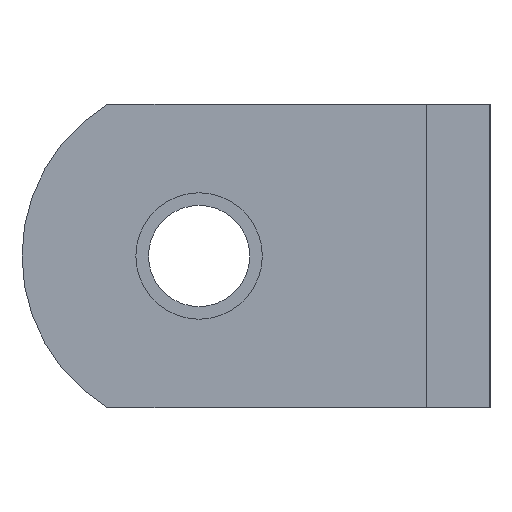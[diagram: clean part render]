
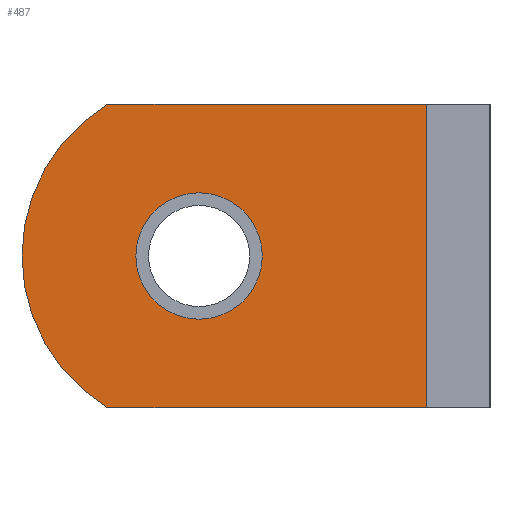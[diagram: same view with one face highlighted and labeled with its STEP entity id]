
A CAD part, left-side view. The second image highlights one B-rep face of the part: STEP entity #487.
In plain terms, the highlighted planar face has unit normal (-1, 0, 0).
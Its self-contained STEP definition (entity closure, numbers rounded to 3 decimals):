
#28=FACE_BOUND('',#95,.T.);
#39=PLANE('',#542);
#64=FACE_OUTER_BOUND('',#94,.T.);
#94=EDGE_LOOP('',(#416,#417,#418,#419));
#95=EDGE_LOOP('',(#420));
#109=LINE('',#698,#158);
#136=LINE('',#784,#185);
#146=LINE('',#803,#195);
#158=VECTOR('',#562,10.);
#185=VECTOR('',#643,10.);
#195=VECTOR('',#661,10.);
#215=CIRCLE('',#525,7.);
#221=CIRCLE('',#534,2.5);
#226=VERTEX_POINT('',#696);
#227=VERTEX_POINT('',#697);
#244=VERTEX_POINT('',#740);
#245=VERTEX_POINT('',#742);
#253=VERTEX_POINT('',#763);
#271=EDGE_CURVE('',#226,#227,#109,.T.);
#292=EDGE_CURVE('',#245,#244,#215,.T.);
#303=EDGE_CURVE('',#253,#253,#221,.T.);
#314=EDGE_CURVE('',#227,#244,#136,.T.);
#324=EDGE_CURVE('',#226,#245,#146,.T.);
#416=ORIENTED_EDGE('',*,*,#292,.T.);
#417=ORIENTED_EDGE('',*,*,#314,.F.);
#418=ORIENTED_EDGE('',*,*,#271,.F.);
#419=ORIENTED_EDGE('',*,*,#324,.T.);
#420=ORIENTED_EDGE('',*,*,#303,.T.);
#487=ADVANCED_FACE('',(#64,#28),#39,.T.);
#525=AXIS2_PLACEMENT_3D('',#743,#602,#603);
#534=AXIS2_PLACEMENT_3D('',#765,#625,#626);
#542=AXIS2_PLACEMENT_3D('',#802,#659,#660);
#562=DIRECTION('',(0.,0.,-1.));
#602=DIRECTION('center_axis',(-1.,0.,0.));
#603=DIRECTION('ref_axis',(0.,0.,-1.));
#625=DIRECTION('center_axis',(1.,0.,0.));
#626=DIRECTION('ref_axis',(0.,0.,-1.));
#643=DIRECTION('',(0.,1.,0.));
#659=DIRECTION('center_axis',(-1.,0.,0.));
#660=DIRECTION('ref_axis',(0.,0.,1.));
#661=DIRECTION('',(0.,1.,0.));
#696=CARTESIAN_POINT('',(-11.,2.5,6.));
#697=CARTESIAN_POINT('',(-11.,2.5,-6.));
#698=CARTESIAN_POINT('',(-11.,2.5,-3.));
#740=CARTESIAN_POINT('',(-11.,15.106,-6.));
#742=CARTESIAN_POINT('',(-11.,15.106,6.));
#743=CARTESIAN_POINT('Origin',(-11.,11.5,0.));
#763=CARTESIAN_POINT('',(-11.,11.5,2.5));
#765=CARTESIAN_POINT('Origin',(-11.,11.5,0.));
#784=CARTESIAN_POINT('',(-11.,2.5,-6.));
#802=CARTESIAN_POINT('Origin',(-11.,2.5,-6.));
#803=CARTESIAN_POINT('',(-11.,2.5,6.));
